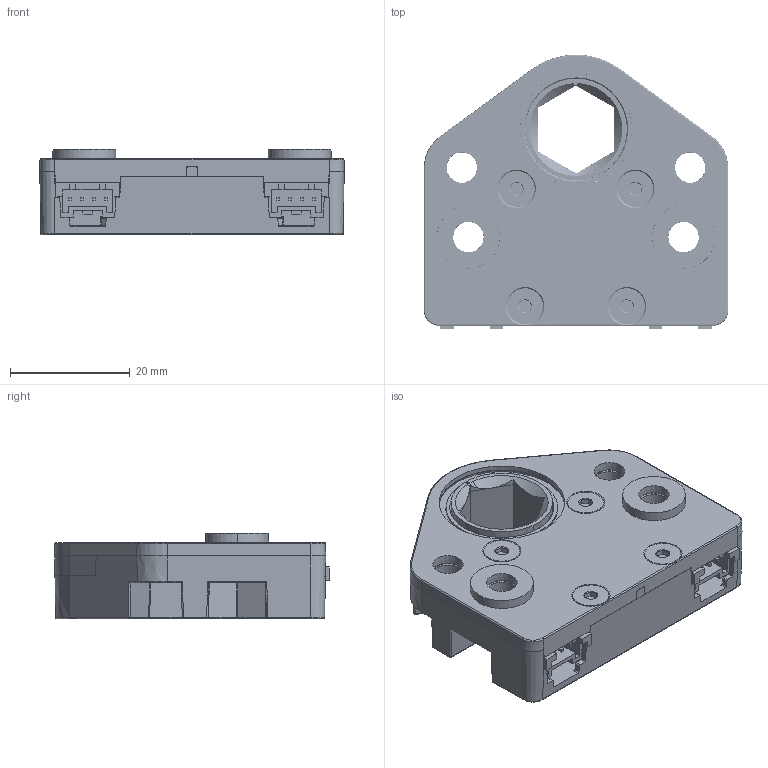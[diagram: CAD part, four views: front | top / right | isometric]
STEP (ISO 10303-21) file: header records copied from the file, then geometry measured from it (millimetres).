
FILE_DESCRIPTION (( 'STEP AP214' ), '1' );
FILE_NAME ('am-5200 Hex Bore Encoder.STEP', '2025-12-22T16:42:54', ( '' ), ( '' ), 'SwSTEP 2.0', 'SolidWorks 2024', '' );
FILE_SCHEMA (( 'AUTOMOTIVE_DESIGN' ));
Length unit declared in the file: inch
Products named in the file (12): ip-5200_HexGear 24t 32dp 500 Hex Gear; Board_ORDER_v22.1T_Hex_Bore_Encoder; am-5xxx 469-1075-ND Radial Magnet; FHCS M3 x 12mm 91263A825_91263A825; ORDER v22.1T Hex Bore Encoder; ip-5200_bottom Hex Bore Encoder Lower Case For Connectors; am-5200 Hex Bore Encoder; ip-5200_MagGear 24t 32dp Magnet Gear; BM04B-PASS-TF; 148-ZZ 8mm x 14mm x 4mm 7804K116 Ball Bearing_7804K116; MR6703-ZZ 17mm x 23mm x 4mm 6656K189 Ball Bearing_6656K189; ip-5200_top Hex Bore Encoder Upper Case For Connectors
Assembly tree (16 placements, depth 3):
  am-5200 Hex Bore Encoder
    ip-5200_top Hex Bore Encoder Upper Case For Connectors
    ip-5200_bottom Hex Bore Encoder Lower Case For Connectors
    ip-5200_MagGear 24t 32dp Magnet Gear
    ip-5200_HexGear 24t 32dp 500 Hex Gear
    MR6703-ZZ 17mm x 23mm x 4mm 6656K189 Ball Bearing_6656K189  x2
    148-ZZ 8mm x 14mm x 4mm 7804K116 Ball Bearing_7804K116
    am-5xxx 469-1075-ND Radial Magnet
    FHCS M3 x 12mm 91263A825_91263A825  x4
    ORDER v22.1T Hex Bore Encoder
      Board_ORDER_v22.1T_Hex_Bore_Encoder
      BM04B-PASS-TF  x2
Bounding box: 50.8 x 45.86 x 14.29 mm (x, y, z)
Volume: 12900.4 mm3; surface area: 26105.7 mm2
Topology: 68 solids, 68 shells, 2813 faces, 7336 edges, 4595 vertices
Faces by surface type: cylinder 959, plane 955, cone 265, sphere 228, bspline 221, torus 185
Entity records: 87892 total; most frequent: CARTESIAN_POINT 21778, ORIENTED_EDGE 12210, DIRECTION 12085, EDGE_CURVE 6105, AXIS2_PLACEMENT_3D 4654, VERTEX_POINT 3805, VECTOR 2777, LINE 2777
